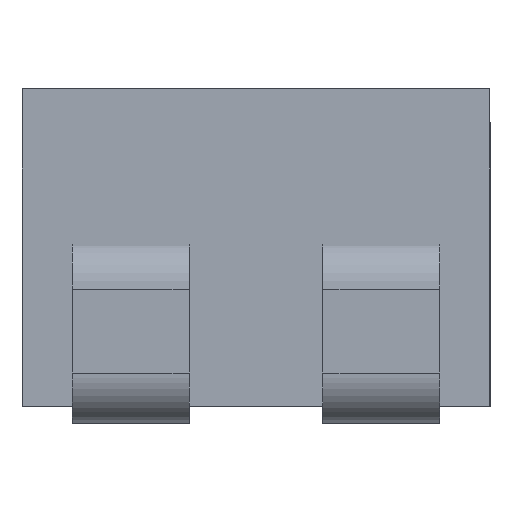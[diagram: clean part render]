
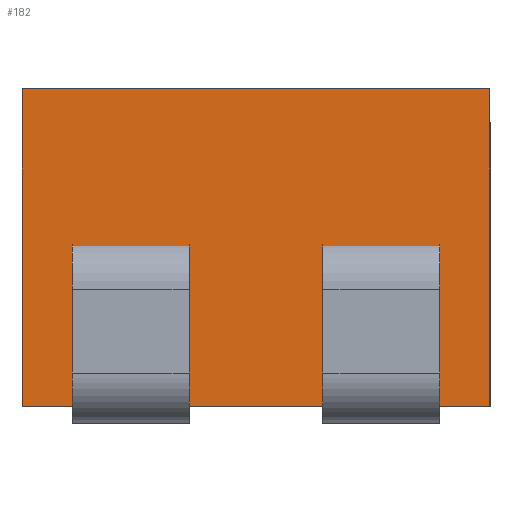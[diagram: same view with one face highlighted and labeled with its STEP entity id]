
A CAD part, left-side view. The second image highlights one B-rep face of the part: STEP entity #182.
In plain terms, the highlighted planar face has unit normal (-1, 0, 0).
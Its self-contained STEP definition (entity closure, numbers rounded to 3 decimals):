
#15=B_SPLINE_CURVE_WITH_KNOTS('',1,(#2271,#2272),.UNSPECIFIED.,.F.,.F.,
(2,2),(0.,1.9),.UNSPECIFIED.);
#19=B_SPLINE_CURVE_WITH_KNOTS('',1,(#2279,#2280),.UNSPECIFIED.,.F.,.F.,
(2,2),(0.,1.9),.UNSPECIFIED.);
#21=B_SPLINE_CURVE_WITH_KNOTS('',1,(#2283,#2284),.UNSPECIFIED.,.F.,.F.,
(2,2),(9.2,12.),.UNSPECIFIED.);
#22=B_SPLINE_CURVE_WITH_KNOTS('',1,(#2285,#2286),.UNSPECIFIED.,.F.,.F.,
(2,2),(9.2,12.),.UNSPECIFIED.);
#182=ADVANCED_FACE('',(#265),#1281,.T.);
#265=FACE_OUTER_BOUND('',#348,.T.);
#348=EDGE_LOOP('',(#672,#673,#674,#675));
#672=ORIENTED_EDGE('',*,*,#921,.T.);
#673=ORIENTED_EDGE('',*,*,#915,.T.);
#674=ORIENTED_EDGE('',*,*,#922,.F.);
#675=ORIENTED_EDGE('',*,*,#919,.F.);
#915=EDGE_CURVE('',#1236,#1238,#15,.T.);
#919=EDGE_CURVE('',#1241,#1242,#19,.T.);
#921=EDGE_CURVE('',#1241,#1236,#21,.T.);
#922=EDGE_CURVE('',#1242,#1238,#22,.T.);
#1236=VERTEX_POINT('',#2248);
#1238=VERTEX_POINT('',#2250);
#1241=VERTEX_POINT('',#2253);
#1242=VERTEX_POINT('',#2254);
#1281=PLANE('',#1384);
#1384=AXIS2_PLACEMENT_3D('',#2202,#1409,$);
#1409=DIRECTION('',(-1.,0.,0.));
#2202=CARTESIAN_POINT('',(-1.6,1.4,0.1));
#2248=CARTESIAN_POINT('',(-1.6,-1.4,0.1));
#2250=CARTESIAN_POINT('',(-1.6,-1.4,2.));
#2253=CARTESIAN_POINT('',(-1.6,1.4,0.1));
#2254=CARTESIAN_POINT('',(-1.6,1.4,2.));
#2271=CARTESIAN_POINT('',(-1.6,-1.4,0.1));
#2272=CARTESIAN_POINT('',(-1.6,-1.4,2.));
#2279=CARTESIAN_POINT('',(-1.6,1.4,0.1));
#2280=CARTESIAN_POINT('',(-1.6,1.4,2.));
#2283=CARTESIAN_POINT('',(-1.6,1.4,0.1));
#2284=CARTESIAN_POINT('',(-1.6,-1.4,0.1));
#2285=CARTESIAN_POINT('',(-1.6,1.4,2.));
#2286=CARTESIAN_POINT('',(-1.6,-1.4,2.));
